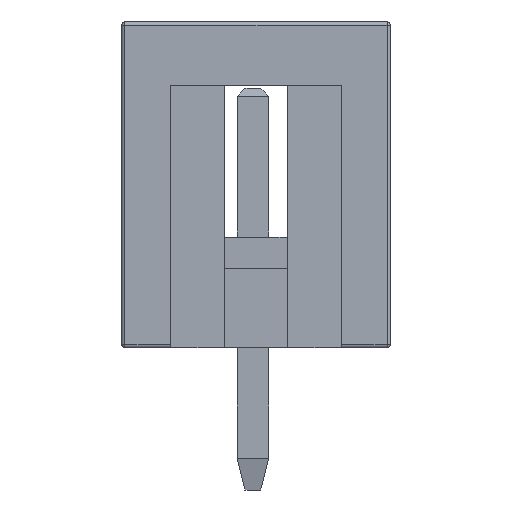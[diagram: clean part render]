
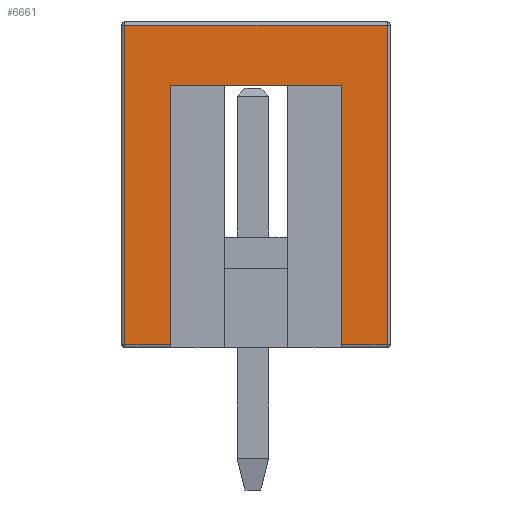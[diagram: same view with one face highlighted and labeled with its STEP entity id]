
A CAD part, left-side view. The second image highlights one B-rep face of the part: STEP entity #6661.
In plain terms, the highlighted planar face has unit normal (-1, 0, 0).
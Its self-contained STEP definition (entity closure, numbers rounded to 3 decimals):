
#3072 = VERTEX_POINT('',#3073);
#3073 = CARTESIAN_POINT('',(-2.8,-4.25,0.1));
#3080 = EDGE_CURVE('',#3072,#3081,#3083,.T.);
#3081 = VERTEX_POINT('',#3082);
#3082 = CARTESIAN_POINT('',(-2.8,-4.25,10.2));
#3083 = LINE('',#3084,#3085);
#3084 = CARTESIAN_POINT('',(-2.8,-4.25,0.));
#3085 = VECTOR('',#3086,1.);
#3086 = DIRECTION('',(0.,0.,1.));
#6661 = ADVANCED_FACE('',(#6662),#6719,.F.);
#6662 = FACE_BOUND('',#6663,.F.);
#6663 = EDGE_LOOP('',(#6664,#6665,#6673,#6681,#6689,#6697,#6705,#6713));
#6664 = ORIENTED_EDGE('',*,*,#3080,.F.);
#6665 = ORIENTED_EDGE('',*,*,#6666,.F.);
#6666 = EDGE_CURVE('',#6667,#3072,#6669,.T.);
#6667 = VERTEX_POINT('',#6668);
#6668 = CARTESIAN_POINT('',(-2.8,-2.8,0.1));
#6669 = LINE('',#6670,#6671);
#6670 = CARTESIAN_POINT('',(-2.8,4.15,0.1));
#6671 = VECTOR('',#6672,1.);
#6672 = DIRECTION('',(0.,-1.,0.));
#6673 = ORIENTED_EDGE('',*,*,#6674,.F.);
#6674 = EDGE_CURVE('',#6675,#6667,#6677,.T.);
#6675 = VERTEX_POINT('',#6676);
#6676 = CARTESIAN_POINT('',(-2.8,-2.8,8.3));
#6677 = LINE('',#6678,#6679);
#6678 = CARTESIAN_POINT('',(-2.8,-2.8,4.15));
#6679 = VECTOR('',#6680,1.);
#6680 = DIRECTION('',(0.,0.,-1.));
#6681 = ORIENTED_EDGE('',*,*,#6682,.F.);
#6682 = EDGE_CURVE('',#6683,#6675,#6685,.T.);
#6683 = VERTEX_POINT('',#6684);
#6684 = CARTESIAN_POINT('',(-2.8,2.6,8.3));
#6685 = LINE('',#6686,#6687);
#6686 = CARTESIAN_POINT('',(-2.8,2.025,8.3));
#6687 = VECTOR('',#6688,1.);
#6688 = DIRECTION('',(0.,-1.,0.));
#6689 = ORIENTED_EDGE('',*,*,#6690,.F.);
#6690 = EDGE_CURVE('',#6691,#6683,#6693,.T.);
#6691 = VERTEX_POINT('',#6692);
#6692 = CARTESIAN_POINT('',(-2.8,2.6,0.1));
#6693 = LINE('',#6694,#6695);
#6694 = CARTESIAN_POINT('',(-2.8,2.6,-4.15));
#6695 = VECTOR('',#6696,1.);
#6696 = DIRECTION('',(0.,0.,1.));
#6697 = ORIENTED_EDGE('',*,*,#6698,.F.);
#6698 = EDGE_CURVE('',#6699,#6691,#6701,.T.);
#6699 = VERTEX_POINT('',#6700);
#6700 = CARTESIAN_POINT('',(-2.8,4.05,0.1));
#6701 = LINE('',#6702,#6703);
#6702 = CARTESIAN_POINT('',(-2.8,4.15,0.1));
#6703 = VECTOR('',#6704,1.);
#6704 = DIRECTION('',(0.,-1.,0.));
#6705 = ORIENTED_EDGE('',*,*,#6706,.T.);
#6706 = EDGE_CURVE('',#6699,#6707,#6709,.T.);
#6707 = VERTEX_POINT('',#6708);
#6708 = CARTESIAN_POINT('',(-2.8,4.05,10.2));
#6709 = LINE('',#6710,#6711);
#6710 = CARTESIAN_POINT('',(-2.8,4.05,0.));
#6711 = VECTOR('',#6712,1.);
#6712 = DIRECTION('',(0.,0.,1.));
#6713 = ORIENTED_EDGE('',*,*,#6714,.T.);
#6714 = EDGE_CURVE('',#6707,#3081,#6715,.T.);
#6715 = LINE('',#6716,#6717);
#6716 = CARTESIAN_POINT('',(-2.8,4.15,10.2));
#6717 = VECTOR('',#6718,1.);
#6718 = DIRECTION('',(0.,-1.,0.));
#6719 = PLANE('',#6720);
#6720 = AXIS2_PLACEMENT_3D('',#6721,#6722,#6723);
#6721 = CARTESIAN_POINT('',(-2.8,4.15,0.));
#6722 = DIRECTION('',(1.,0.,0.));
#6723 = DIRECTION('',(0.,-1.,0.));
